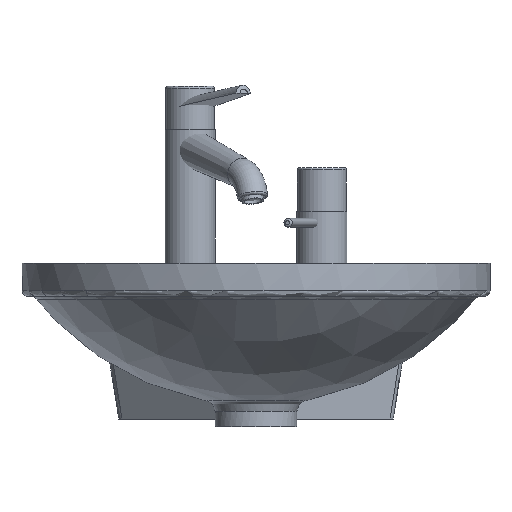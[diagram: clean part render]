
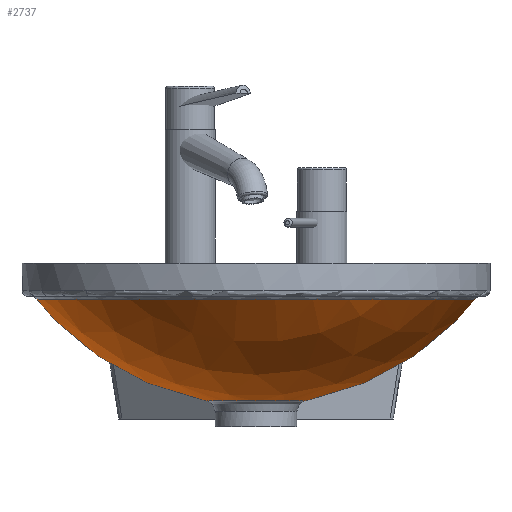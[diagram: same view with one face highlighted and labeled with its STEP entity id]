
A CAD part, front view. The second image highlights one B-rep face of the part: STEP entity #2737.
In plain terms, the highlighted spherical face has radius 258.657 mm.
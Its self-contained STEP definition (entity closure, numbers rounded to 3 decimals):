
#167=CARTESIAN_POINT('',(143.27,-30.995,-144.528));
#168=VERTEX_POINT('',#167);
#180=CARTESIAN_POINT('',(139.773,-38.167,-139.773));
#181=VERTEX_POINT('',#180);
#182=CARTESIAN_POINT('',(139.773,-38.167,-139.773));
#183=CARTESIAN_POINT('',(141.214,-35.753,-141.214));
#184=CARTESIAN_POINT('',(142.393,-33.306,-142.844));
#185=CARTESIAN_POINT('',(143.27,-30.995,-144.528));
#186=B_SPLINE_CURVE_WITH_KNOTS('',3,(#182,#183,#184,#185),.UNSPECIFIED.,.F.,.U.,(4,4),(0.0,0.948),.UNSPECIFIED.);
#187=EDGE_CURVE('',#181,#168,#186,.T.);
#239=CARTESIAN_POINT('',(32.337,-125.925,-32.337));
#240=VERTEX_POINT('',#239);
#241=CARTESIAN_POINT('',(0.,128.657,0.));
#242=DIRECTION('',(0.707,0.0,0.707));
#243=DIRECTION('',(0.0,1.0,0.0));
#244=AXIS2_PLACEMENT_3D('',#241,#242,#243);
#245=CIRCLE('',#244,258.657);
#246=EDGE_CURVE('',#240,#181,#245,.T.);
#430=CARTESIAN_POINT('',(-139.773,-38.167,-139.773));
#431=VERTEX_POINT('',#430);
#432=CARTESIAN_POINT('',(-143.27,-30.995,-144.528));
#433=VERTEX_POINT('',#432);
#434=CARTESIAN_POINT('',(-143.27,-30.995,-144.528));
#435=CARTESIAN_POINT('',(-142.391,-33.312,-142.84));
#436=CARTESIAN_POINT('',(-141.211,-35.757,-141.211));
#437=CARTESIAN_POINT('',(-139.773,-38.167,-139.773));
#438=B_SPLINE_CURVE_WITH_KNOTS('',3,(#434,#435,#436,#437),.UNSPECIFIED.,.F.,.U.,(4,4),(1.665,2.307),.UNSPECIFIED.);
#439=EDGE_CURVE('',#431,#433,#438,.F.);
#492=CARTESIAN_POINT('',(-32.337,-125.925,-32.337));
#493=VERTEX_POINT('',#492);
#501=CARTESIAN_POINT('',(0.,128.657,0.));
#502=DIRECTION('',(-0.707,0.0,0.707));
#503=DIRECTION('',(0.0,1.0,0.0));
#504=AXIS2_PLACEMENT_3D('',#501,#502,#503);
#505=CIRCLE('',#504,258.657);
#506=EDGE_CURVE('',#431,#493,#505,.T.);
#516=CARTESIAN_POINT('',(-142.776,-33.001,-142.776));
#517=VERTEX_POINT('',#516);
#518=CARTESIAN_POINT('',(-143.901,-30.995,-143.901));
#519=VERTEX_POINT('',#518);
#520=CARTESIAN_POINT('',(0.,128.657,0.));
#521=DIRECTION('',(0.707,0.0,-0.707));
#522=DIRECTION('',(0.0,1.0,0.0));
#523=AXIS2_PLACEMENT_3D('',#520,#521,#522);
#524=CIRCLE('',#523,258.657);
#525=EDGE_CURVE('',#517,#519,#524,.T.);
#2586=CARTESIAN_POINT('',(143.901,-30.995,-143.901));
#2587=VERTEX_POINT('',#2586);
#2588=CARTESIAN_POINT('',(142.776,-33.001,-142.776));
#2589=VERTEX_POINT('',#2588);
#2590=CARTESIAN_POINT('',(0.,128.657,0.));
#2591=DIRECTION('',(-0.707,0.0,-0.707));
#2592=DIRECTION('',(0.0,1.0,0.0));
#2593=AXIS2_PLACEMENT_3D('',#2590,#2591,#2592);
#2594=CIRCLE('',#2593,258.657);
#2595=EDGE_CURVE('',#2587,#2589,#2594,.T.);
#2692=CARTESIAN_POINT('',(0.,-125.925,0.0));
#2693=DIRECTION('',(0.0,-1.0,0.0));
#2694=DIRECTION('',(-1.0,0.0,0.0));
#2695=AXIS2_PLACEMENT_3D('',#2692,#2693,#2694);
#2696=CIRCLE('',#2695,45.732);
#2697=EDGE_CURVE('',#240,#493,#2696,.T.);
#2702=CARTESIAN_POINT('',(0.,128.657,0.0));
#2703=DIRECTION('',(0.0,0.0,1.0));
#2704=DIRECTION('',(1.0,0.0,0.0));
#2705=AXIS2_PLACEMENT_3D('',#2702,#2703,#2704);
#2706=SPHERICAL_SURFACE('',#2705,258.657);
#2707=ORIENTED_EDGE('',*,*,#506,.T.);
#2708=ORIENTED_EDGE('',*,*,#2697,.F.);
#2709=ORIENTED_EDGE('',*,*,#246,.T.);
#2710=ORIENTED_EDGE('',*,*,#187,.T.);
#2711=CARTESIAN_POINT('',(0.0,-30.995,0.0));
#2712=DIRECTION('',(0.0,1.0,0.0));
#2713=DIRECTION('',(0.0,0.0,-1.0));
#2714=AXIS2_PLACEMENT_3D('',#2711,#2712,#2713);
#2715=CIRCLE('',#2714,203.506);
#2716=EDGE_CURVE('',#168,#2587,#2715,.F.);
#2717=ORIENTED_EDGE('',*,*,#2716,.T.);
#2718=ORIENTED_EDGE('',*,*,#2595,.T.);
#2719=CARTESIAN_POINT('',(0.0,-33.001,0.0));
#2720=DIRECTION('',(0.0,-1.0,0.0));
#2721=DIRECTION('',(1.0,0.0,0.0));
#2722=AXIS2_PLACEMENT_3D('',#2719,#2720,#2721);
#2723=CIRCLE('',#2722,201.916);
#2724=EDGE_CURVE('',#2589,#517,#2723,.T.);
#2725=ORIENTED_EDGE('',*,*,#2724,.T.);
#2726=ORIENTED_EDGE('',*,*,#525,.T.);
#2727=CARTESIAN_POINT('',(0.0,-30.995,0.0));
#2728=DIRECTION('',(0.0,1.0,0.0));
#2729=DIRECTION('',(0.0,0.0,-1.0));
#2730=AXIS2_PLACEMENT_3D('',#2727,#2728,#2729);
#2731=CIRCLE('',#2730,203.506);
#2732=EDGE_CURVE('',#433,#519,#2731,.T.);
#2733=ORIENTED_EDGE('',*,*,#2732,.F.);
#2734=ORIENTED_EDGE('',*,*,#439,.F.);
#2735=EDGE_LOOP('',(#2707,#2708,#2709,#2710,#2717,#2718,#2725,#2726,#2733,#2734));
#2736=FACE_OUTER_BOUND('',#2735,.T.);
#2737=ADVANCED_FACE('',(#2736),#2706,.T.);
